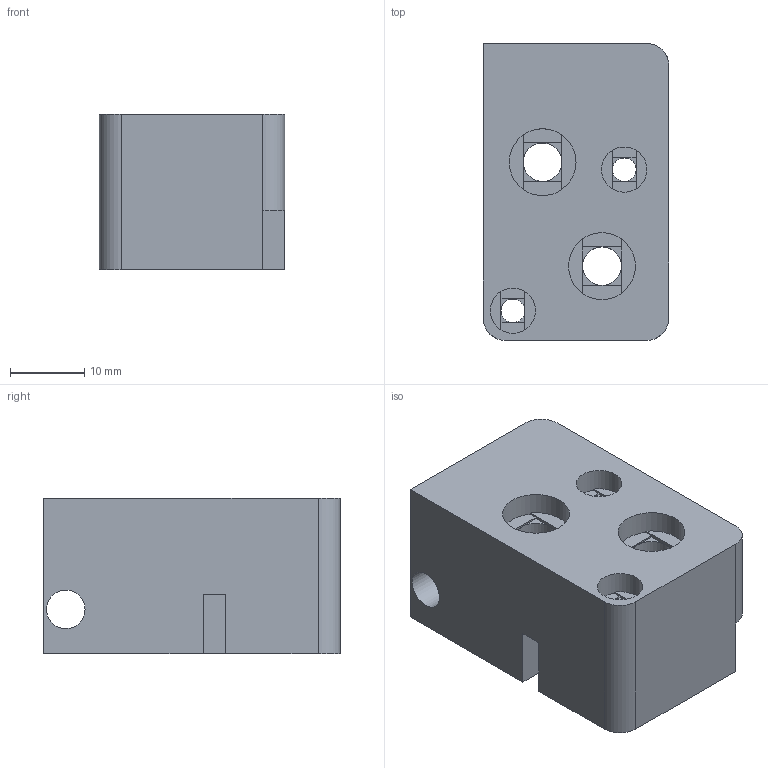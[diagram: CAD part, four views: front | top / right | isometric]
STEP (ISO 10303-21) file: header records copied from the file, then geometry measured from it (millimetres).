
FILE_DESCRIPTION(('FreeCAD Model'),'2;1');
FILE_NAME('Open CASCADE Shape Model','2025-09-06T11:48:25',(''),(''), 'Open CASCADE STEP processor 7.9','FreeCAD','Unknown');
FILE_SCHEMA(('AUTOMOTIVE_DESIGN { 1 0 10303 214 1 1 1 1 }'));
Length unit declared in the file: millimetre
Products named in the file (1): XYRight1
Bounding box: 25 x 40 x 21 mm (x, y, z)
Volume: 15695.7 mm3; surface area: 6111.6 mm2
Topology: 1 solids, 1 shells, 79 faces, 226 edges, 149 vertices
Faces by surface type: plane 65, cylinder 14
Full cylindrical faces by diameter (mm): 3.2 x2, 5.2 x3, 6.1 x2, 9 x2
Entity records: 2664 total; most frequent: CARTESIAN_POINT 496, DIRECTION 452, ORIENTED_EDGE 452, EDGE_CURVE 226, AXIS2_PLACEMENT_3D 151, LINE 150, VECTOR 150, VERTEX_POINT 149
